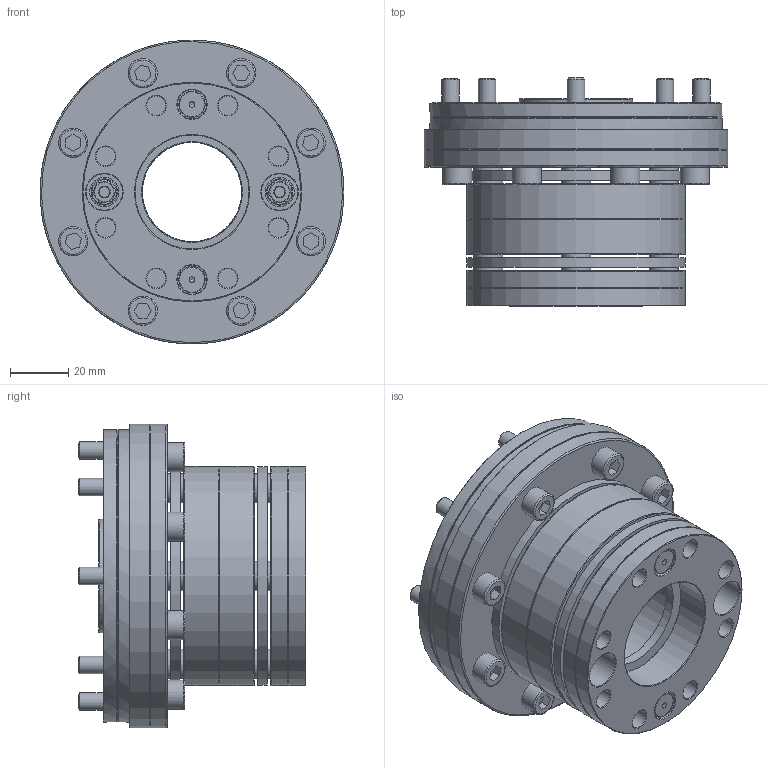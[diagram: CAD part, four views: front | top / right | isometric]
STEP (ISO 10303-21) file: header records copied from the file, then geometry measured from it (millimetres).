
FILE_DESCRIPTION (( 'STEP AP214' ), '1' );
FILE_NAME ('954-21-11-0544.STEP', '2021-05-25T12:34:54', ( 'magroladmin' ), ( 'Hewlett-Packard Company' ), 'SwSTEP 2.0', 'SolidWorks 2021', '' );
FILE_SCHEMA (( 'AUTOMOTIVE_DESIGN' ));
Length unit declared in the file: millimetre
Products named in the file (1): 954-21-11-0544
Bounding box: 104 x 77.9 x 104 mm (x, y, z)
Volume: 290948.3 mm3; surface area: 76293.6 mm2
Topology: 1 solids, 1 shells, 411 faces, 935 edges, 615 vertices
Faces by surface type: plane 187, cylinder 101, cone 95, bspline 28
Full cylindrical faces by diameter (mm): 1 x2, 4 x8, 4.917 x8, 6 x8, 6.5 x8, 6.647 x8, 9 x10, 10 x26, 12.5 x6, 34 x1, 34.5 x2, 39 x4, 74.9 x2, 75 x4, 100 x2, 104 x2
Entity records: 12957 total; most frequent: CARTESIAN_POINT 3552, DIRECTION 1566, ORIENTED_EDGE 1214, EDGE_LOOP 766, AXIS2_PLACEMENT_3D 687, EDGE_CURVE 607, FACE_OUTER_BOUND 540, VERTEX_POINT 511
